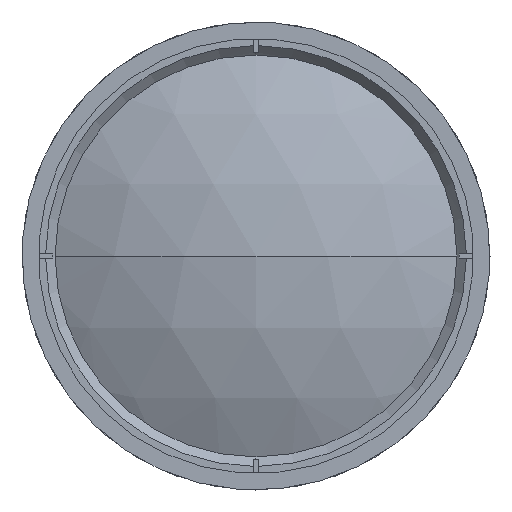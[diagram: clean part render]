
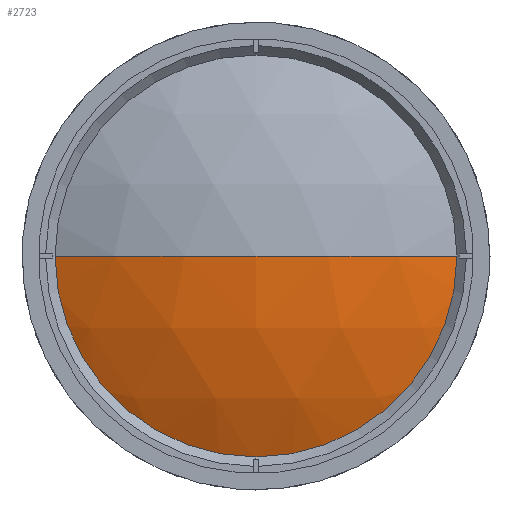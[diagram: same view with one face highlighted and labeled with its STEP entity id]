
A CAD part, left-side view. The second image highlights one B-rep face of the part: STEP entity #2723.
In plain terms, the highlighted spherical face has radius 96.378 mm.
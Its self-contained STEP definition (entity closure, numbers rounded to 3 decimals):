
#512 = SPHERICAL_SURFACE ( 'NONE', #656, 96.378 ) ;
#656 = AXIS2_PLACEMENT_3D ( 'NONE', #4230, #2838, #3873 ) ;
#666 = AXIS2_PLACEMENT_3D ( 'NONE', #1430, #2261, #2547 ) ;
#700 = DIRECTION ( 'NONE',  ( 0., 0., 1. ) ) ;
#901 = CIRCLE ( 'NONE', #666, 96.378 ) ;
#947 = CARTESIAN_POINT ( 'NONE',  ( -33.659, 44., 0. ) ) ;
#975 = VERTEX_POINT ( 'NONE', #947 ) ;
#1284 = EDGE_LOOP ( 'NONE', ( #3546, #2652, #2669 ) ) ;
#1381 = CARTESIAN_POINT ( 'NONE',  ( -33.659, -44., 0. ) ) ;
#1430 = CARTESIAN_POINT ( 'NONE',  ( 52.089, 0., 0. ) ) ;
#1727 = FACE_OUTER_BOUND ( 'NONE', #1284, .T. ) ;
#1883 = DIRECTION ( 'NONE',  ( -1., 0., 0. ) ) ;
#1888 = CARTESIAN_POINT ( 'NONE',  ( 52.089, 0., 0. ) ) ;
#2143 = EDGE_CURVE ( 'NONE', #975, #2998, #4660, .T. ) ;
#2249 = AXIS2_PLACEMENT_3D ( 'NONE', #2826, #1883, #2713 ) ;
#2261 = DIRECTION ( 'NONE',  ( 0., 0., -1. ) ) ;
#2320 = CARTESIAN_POINT ( 'NONE',  ( -44.289, 0., 0. ) ) ;
#2547 = DIRECTION ( 'NONE',  ( 0., 1., 0. ) ) ;
#2652 = ORIENTED_EDGE ( 'NONE', *, *, #4743, .T. ) ;
#2669 = ORIENTED_EDGE ( 'NONE', *, *, #2143, .F. ) ;
#2713 = DIRECTION ( 'NONE',  ( 0., 0., 1. ) ) ;
#2723 = ADVANCED_FACE ( 'NONE', ( #1727 ), #512, .T. ) ;
#2826 = CARTESIAN_POINT ( 'NONE',  ( -33.659, 0., 0. ) ) ;
#2833 = VERTEX_POINT ( 'NONE', #1381 ) ;
#2838 = DIRECTION ( 'NONE',  ( 0., 0., -1. ) ) ;
#2889 = AXIS2_PLACEMENT_3D ( 'NONE', #1888, #700, #3780 ) ;
#2998 = VERTEX_POINT ( 'NONE', #2320 ) ;
#3546 = ORIENTED_EDGE ( 'NONE', *, *, #4587, .T. ) ;
#3780 = DIRECTION ( 'NONE',  ( 1., 0., 0. ) ) ;
#3873 = DIRECTION ( 'NONE',  ( 0., 1., 0. ) ) ;
#4230 = CARTESIAN_POINT ( 'NONE',  ( 52.089, 0., 0. ) ) ;
#4420 = CIRCLE ( 'NONE', #2249, 44. ) ;
#4587 = EDGE_CURVE ( 'NONE', #975, #2833, #4420, .T. ) ;
#4660 = CIRCLE ( 'NONE', #2889, 96.378 ) ;
#4743 = EDGE_CURVE ( 'NONE', #2833, #2998, #901, .T. ) ;
